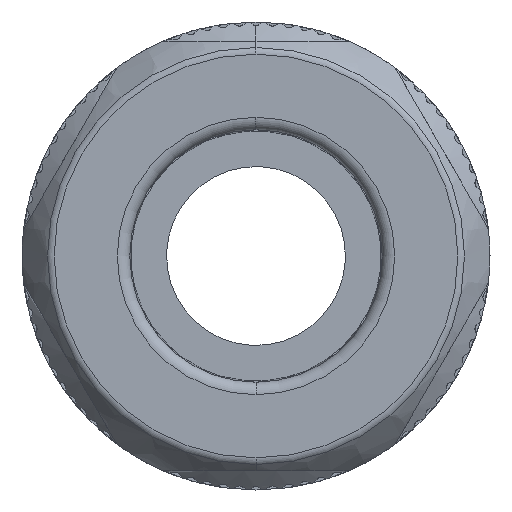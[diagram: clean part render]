
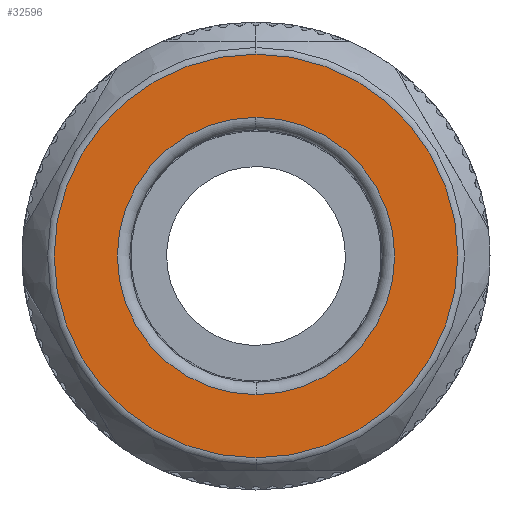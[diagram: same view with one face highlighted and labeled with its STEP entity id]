
A CAD part, left-side view. The second image highlights one B-rep face of the part: STEP entity #32596.
In plain terms, the highlighted planar face has unit normal (-1, 0, 0).
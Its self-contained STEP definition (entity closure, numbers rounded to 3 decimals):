
#144 = CARTESIAN_POINT ( 'NONE',  ( -11.763, 0., 0. ) ) ;
#1782 = EDGE_CURVE ( 'NONE', #23741, #15501, #49695, .T. ) ;
#4420 = CARTESIAN_POINT ( 'NONE',  ( -11.763, 0., -7.75 ) ) ;
#4829 = AXIS2_PLACEMENT_3D ( 'NONE', #144, #7692, #26949 ) ;
#6276 = DIRECTION ( 'NONE',  ( 0., 0., 1. ) ) ;
#7692 = DIRECTION ( 'NONE',  ( 1., 0., 0. ) ) ;
#9317 = DIRECTION ( 'NONE',  ( 0., 0., 1. ) ) ;
#11366 = ORIENTED_EDGE ( 'NONE', *, *, #48155, .T. ) ;
#11595 = ORIENTED_EDGE ( 'NONE', *, *, #24275, .T. ) ;
#14898 = FACE_OUTER_BOUND ( 'NONE', #20835, .T. ) ;
#15501 = VERTEX_POINT ( 'NONE', #4420 ) ;
#16371 = AXIS2_PLACEMENT_3D ( 'NONE', #20439, #47513, #36303 ) ;
#16689 = VERTEX_POINT ( 'NONE', #28014 ) ;
#16784 = EDGE_LOOP ( 'NONE', ( #37169, #33700 ) ) ;
#17135 = CIRCLE ( 'NONE', #32592, 11.282 ) ;
#20134 = AXIS2_PLACEMENT_3D ( 'NONE', #36252, #32251, #9317 ) ;
#20439 = CARTESIAN_POINT ( 'NONE',  ( -11.763, 0., 0. ) ) ;
#20835 = EDGE_LOOP ( 'NONE', ( #11366, #11595 ) ) ;
#23741 = VERTEX_POINT ( 'NONE', #48584 ) ;
#24275 = EDGE_CURVE ( 'NONE', #47603, #16689, #17135, .T. ) ;
#25462 = CARTESIAN_POINT ( 'NONE',  ( -11.763, 0., -11.282 ) ) ;
#25520 = CARTESIAN_POINT ( 'NONE',  ( -11.763, 0., 0. ) ) ;
#26949 = DIRECTION ( 'NONE',  ( 0., 0., 1. ) ) ;
#28014 = CARTESIAN_POINT ( 'NONE',  ( -11.763, 0., 11.282 ) ) ;
#31631 = FACE_BOUND ( 'NONE', #16784, .T. ) ;
#32251 = DIRECTION ( 'NONE',  ( -1., 0., 0. ) ) ;
#32592 = AXIS2_PLACEMENT_3D ( 'NONE', #33864, #38057, #6276 ) ;
#32596 = ADVANCED_FACE ( 'NONE', ( #14898, #31631 ), #45830, .F. ) ;
#32692 = DIRECTION ( 'NONE',  ( 0., 0., 1. ) ) ;
#33700 = ORIENTED_EDGE ( 'NONE', *, *, #34295, .T. ) ;
#33801 = CIRCLE ( 'NONE', #20134, 11.282 ) ;
#33864 = CARTESIAN_POINT ( 'NONE',  ( -11.763, 0., 0. ) ) ;
#34044 = CIRCLE ( 'NONE', #16371, 7.75 ) ;
#34295 = EDGE_CURVE ( 'NONE', #15501, #23741, #34044, .T. ) ;
#35710 = AXIS2_PLACEMENT_3D ( 'NONE', #25520, #40232, #32692 ) ;
#36252 = CARTESIAN_POINT ( 'NONE',  ( -11.763, 0., 0. ) ) ;
#36303 = DIRECTION ( 'NONE',  ( 0., 0., 1. ) ) ;
#37169 = ORIENTED_EDGE ( 'NONE', *, *, #1782, .T. ) ;
#38057 = DIRECTION ( 'NONE',  ( -1., 0., 0. ) ) ;
#40232 = DIRECTION ( 'NONE',  ( 1., 0., 0. ) ) ;
#45830 = PLANE ( 'NONE',  #4829 ) ;
#47513 = DIRECTION ( 'NONE',  ( 1., 0., 0. ) ) ;
#47603 = VERTEX_POINT ( 'NONE', #25462 ) ;
#48155 = EDGE_CURVE ( 'NONE', #16689, #47603, #33801, .T. ) ;
#48584 = CARTESIAN_POINT ( 'NONE',  ( -11.763, 0., 7.75 ) ) ;
#49695 = CIRCLE ( 'NONE', #35710, 7.75 ) ;
